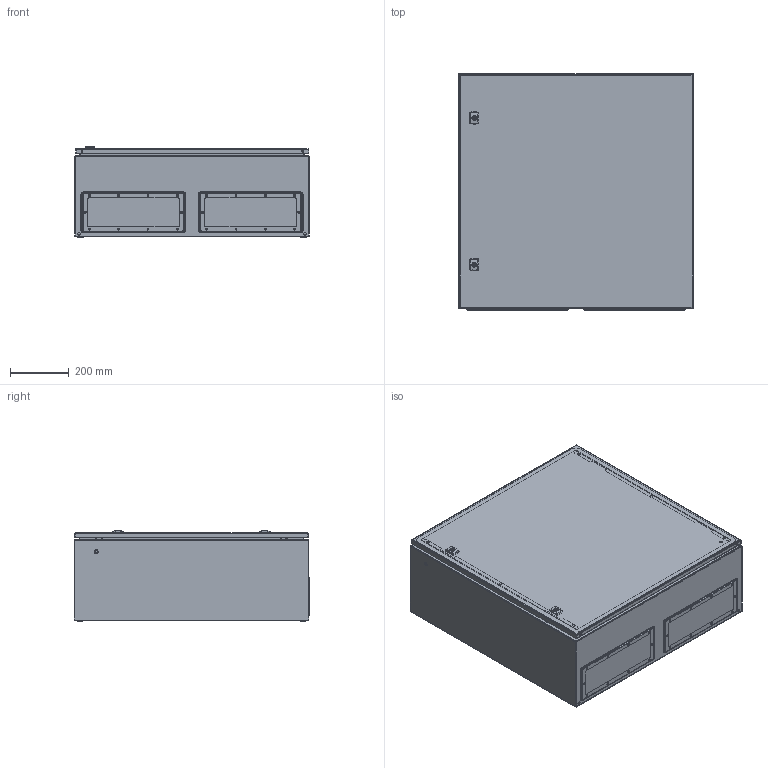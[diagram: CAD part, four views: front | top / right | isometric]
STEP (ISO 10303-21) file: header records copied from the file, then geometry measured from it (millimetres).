
FILE_DESCRIPTION( ( 'STEP AP214' ), '1' );
FILE_NAME( 'MAS0808030R5(1).stp', '2019-09-23T10:15:38', ( '' ), ( '' ), ' ', 'PARTsolutions', ' ' );
FILE_SCHEMA( ( 'AUTOMOTIVE_DESIGN { 1 0 10303 214 1 1 1 1 }' ) );
Length unit declared in the file: millimetre
Products named in the file (8): MAS0808030R5(1); _MAS0808030(1); _MMSH06SS(1)_right; _ADP08080R5(1); _ALL503(1,0); _AMP08080_MPL(1); _AF02R5_GP(1); _AG02_GPG(1)
Assembly tree (11 placements, depth 2):
  MAS0808030R5(1)
    _MAS0808030(1)
    _MMSH06SS(1)_right  x2
    _ADP08080R5(1)
    _ALL503(1,0)  x2
    _AMP08080_MPL(1)
    _AF02R5_GP(1)  x2
    _AG02_GPG(1)  x2
Bounding box: 800 x 803.9 x 308.5 mm (x, y, z)
Volume: 5511831 mm3; surface area: 6084518.1 mm2
Topology: 11 solids, 13 shells, 1927 faces, 4858 edges, 3160 vertices
Faces by surface type: plane 979, cylinder 792, torus 83, cone 73
Full cylindrical faces by diameter (mm): 1 x104, 2 x104, 2.5 x20, 3 x2, 3.5 x132, 3.95 x20, 4.134 x2, 4.2 x4, 4.3 x2, 4.5 x12, 4.9 x4, 6 x20, 6.5 x22, 7 x18, 8 x7, 8.5 x4, 8.7 x2, 9 x10, 14 x7, 15.8 x2, 16.1 x2, 18 x2, 27 x2, 28.5 x2
Entity records: 61761 total; most frequent: DIRECTION 8488, CARTESIAN_POINT 8244, ORIENTED_EDGE 7116, EDGE_CURVE 3558, AXIS2_PLACEMENT_3D 3305, EDGE_LOOP 3094, VERTEX_POINT 2670, FACE_OUTER_BOUND 2175
